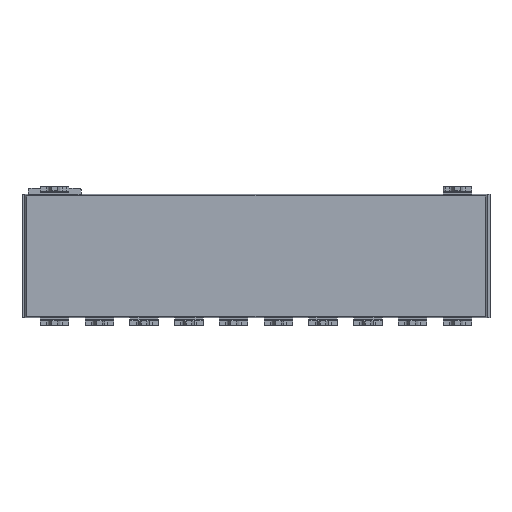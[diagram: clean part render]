
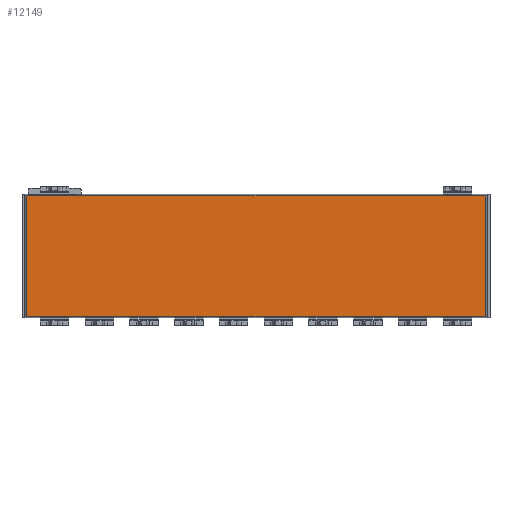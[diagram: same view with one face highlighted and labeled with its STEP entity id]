
A CAD part, top view. The second image highlights one B-rep face of the part: STEP entity #12149.
In plain terms, the highlighted planar face has unit normal (0, 0, 1).
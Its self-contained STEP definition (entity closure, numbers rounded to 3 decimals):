
#794=FACE_OUTER_BOUND('',#1483,.T.);
#1483=EDGE_LOOP('',(#9097,#9098,#9099,#9100));
#2403=LINE('',#17305,#3862);
#2435=LINE('',#17372,#3894);
#2540=LINE('',#17619,#3999);
#2541=LINE('',#17620,#4000);
#3862=VECTOR('',#14263,10.);
#3894=VECTOR('',#14329,10.);
#3999=VECTOR('',#14574,10.);
#4000=VECTOR('',#14575,10.);
#5252=VERTEX_POINT('',#17302);
#5253=VERTEX_POINT('',#17304);
#5270=VERTEX_POINT('',#17369);
#5271=VERTEX_POINT('',#17371);
#6553=EDGE_CURVE('',#5252,#5253,#2403,.T.);
#6587=EDGE_CURVE('',#5270,#5271,#2435,.T.);
#6712=EDGE_CURVE('',#5253,#5270,#2540,.T.);
#6713=EDGE_CURVE('',#5252,#5271,#2541,.T.);
#9097=ORIENTED_EDGE('',*,*,#6587,.F.);
#9098=ORIENTED_EDGE('',*,*,#6712,.F.);
#9099=ORIENTED_EDGE('',*,*,#6553,.F.);
#9100=ORIENTED_EDGE('',*,*,#6713,.T.);
#11589=PLANE('',#12964);
#12149=ADVANCED_FACE('',(#794),#11589,.T.);
#12964=AXIS2_PLACEMENT_3D('',#17618,#14572,#14573);
#14263=DIRECTION('',(-1.,0.,0.));
#14329=DIRECTION('',(1.,0.,0.));
#14572=DIRECTION('center_axis',(0.,0.,1.));
#14573=DIRECTION('ref_axis',(1.,0.,0.));
#14574=DIRECTION('',(0.,1.,0.));
#14575=DIRECTION('',(0.,1.,0.));
#17302=CARTESIAN_POINT('',(0.672,-2.921,3.585));
#17304=CARTESIAN_POINT('',(-25.361,-2.921,3.585));
#17305=CARTESIAN_POINT('',(-5.837,-2.921,3.585));
#17369=CARTESIAN_POINT('',(-25.361,3.895,3.585));
#17371=CARTESIAN_POINT('',(0.672,3.895,3.585));
#17372=CARTESIAN_POINT('',(-18.853,3.895,3.585));
#17618=CARTESIAN_POINT('Origin',(-25.361,0.,3.585));
#17619=CARTESIAN_POINT('',(-25.361,0.,3.585));
#17620=CARTESIAN_POINT('',(0.672,0.,3.585));
